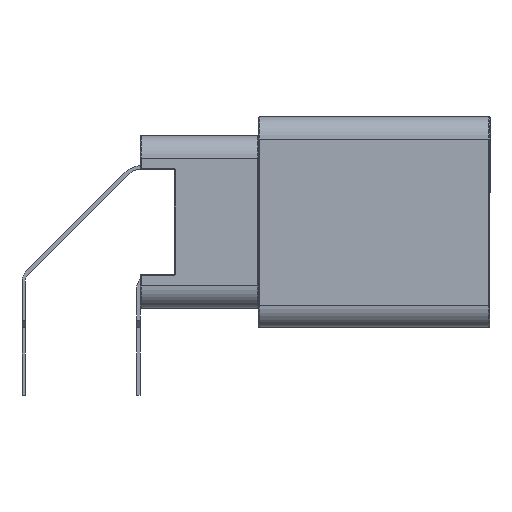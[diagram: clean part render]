
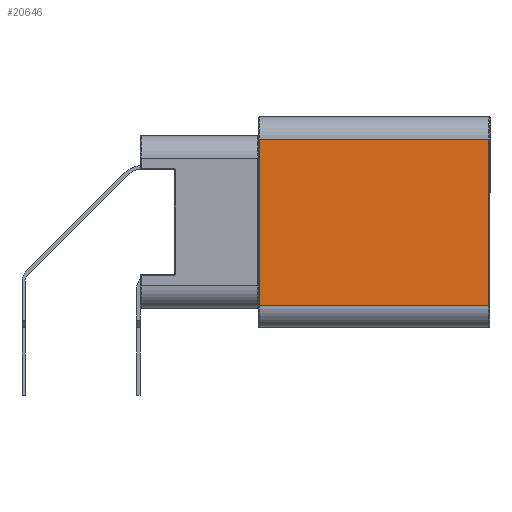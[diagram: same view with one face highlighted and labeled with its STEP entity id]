
A CAD part, left-side view. The second image highlights one B-rep face of the part: STEP entity #20646.
In plain terms, the highlighted planar face has unit normal (-1, 0, 0).
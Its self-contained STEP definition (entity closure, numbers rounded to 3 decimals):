
#385=PLANE('',#21917);
#1452=LINE('',#30056,#3997);
#1456=LINE('',#30065,#4001);
#1457=LINE('',#30069,#4002);
#1458=LINE('',#30070,#4003);
#3997=VECTOR('',#24102,10.);
#4001=VECTOR('',#24110,10.);
#4002=VECTOR('',#24115,10.);
#4003=VECTOR('',#24116,10.);
#6631=FACE_OUTER_BOUND('',#7775,.T.);
#7775=EDGE_LOOP('',(#15011,#15012,#15013,#15014));
#9634=VERTEX_POINT('',#30026);
#9641=VERTEX_POINT('',#30052);
#9644=VERTEX_POINT('',#30064);
#9645=VERTEX_POINT('',#30068);
#11717=EDGE_CURVE('',#9634,#9641,#1452,.T.);
#11721=EDGE_CURVE('',#9641,#9644,#1456,.T.);
#11723=EDGE_CURVE('',#9645,#9634,#1457,.T.);
#11724=EDGE_CURVE('',#9644,#9645,#1458,.T.);
#15011=ORIENTED_EDGE('',*,*,#11717,.F.);
#15012=ORIENTED_EDGE('',*,*,#11723,.F.);
#15013=ORIENTED_EDGE('',*,*,#11724,.F.);
#15014=ORIENTED_EDGE('',*,*,#11721,.F.);
#20646=ADVANCED_FACE('',(#6631),#385,.T.);
#21917=AXIS2_PLACEMENT_3D('',#30067,#24113,#24114);
#24102=DIRECTION('',(0.,1.,0.));
#24110=DIRECTION('',(0.,0.,1.));
#24113=DIRECTION('center_axis',(-1.,0.,0.));
#24114=DIRECTION('ref_axis',(0.,-1.,0.));
#24115=DIRECTION('',(0.,0.,-1.));
#24116=DIRECTION('',(0.,-1.,0.));
#30026=CARTESIAN_POINT('',(-31.24,-3.675,5.29));
#30052=CARTESIAN_POINT('',(-31.24,3.675,5.29));
#30056=CARTESIAN_POINT('',(-31.24,2.338,5.29));
#30064=CARTESIAN_POINT('',(-31.24,3.675,15.44));
#30065=CARTESIAN_POINT('',(-31.24,3.675,0.));
#30067=CARTESIAN_POINT('Origin',(-31.24,4.675,0.));
#30068=CARTESIAN_POINT('',(-31.24,-3.675,15.44));
#30069=CARTESIAN_POINT('',(-31.24,-3.675,0.));
#30070=CARTESIAN_POINT('',(-31.24,2.338,15.44));
